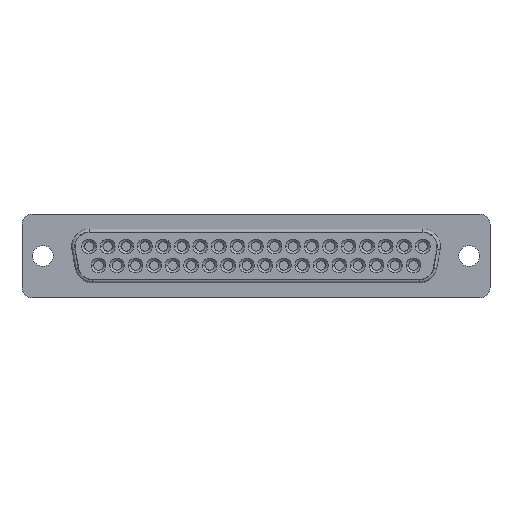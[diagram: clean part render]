
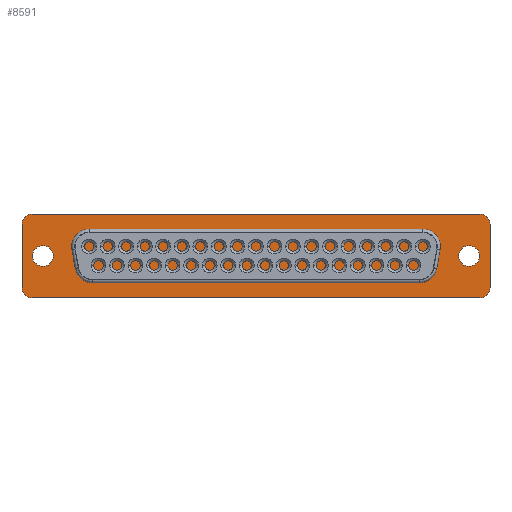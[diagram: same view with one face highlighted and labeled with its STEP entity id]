
A CAD part, top view. The second image highlights one B-rep face of the part: STEP entity #8591.
In plain terms, the highlighted planar face has unit normal (0, 0, 1).
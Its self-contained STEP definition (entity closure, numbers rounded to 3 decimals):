
#8163=CARTESIAN_POINT('',(33.3,0.,6.1));
#8164=VERTEX_POINT('',#8163);
#8180=CARTESIAN_POINT('',(30.2,0.,6.1));
#8181=VERTEX_POINT('',#8180);
#8188=CARTESIAN_POINT('',(31.75,0.,6.1));
#8189=DIRECTION('',(0.0,0.0,-1.0));
#8190=DIRECTION('',(1.0,0.0,0.0));
#8191=AXIS2_PLACEMENT_3D('',#8188,#8189,#8190);
#8192=CIRCLE('',#8191,1.55);
#8193=EDGE_CURVE('',#8164,#8181,#8192,.T.);
#8205=CARTESIAN_POINT('',(-30.2,0.,6.1));
#8206=VERTEX_POINT('',#8205);
#8222=CARTESIAN_POINT('',(-33.3,0.,6.1));
#8223=VERTEX_POINT('',#8222);
#8230=CARTESIAN_POINT('',(-31.75,0.,6.1));
#8231=DIRECTION('',(0.0,0.0,-1.0));
#8232=DIRECTION('',(1.0,0.0,0.0));
#8233=AXIS2_PLACEMENT_3D('',#8230,#8231,#8232);
#8234=CIRCLE('',#8233,1.55);
#8235=EDGE_CURVE('',#8206,#8223,#8234,.T.);
#8246=CARTESIAN_POINT('',(-31.75,0.,6.1));
#8247=DIRECTION('',(0.0,0.0,-1.0));
#8248=DIRECTION('',(1.0,0.0,0.0));
#8249=AXIS2_PLACEMENT_3D('',#8246,#8247,#8248);
#8250=CIRCLE('',#8249,1.55);
#8251=EDGE_CURVE('',#8223,#8206,#8250,.T.);
#8270=CARTESIAN_POINT('',(31.75,0.,6.1));
#8271=DIRECTION('',(0.0,0.0,-1.0));
#8272=DIRECTION('',(1.0,0.0,0.0));
#8273=AXIS2_PLACEMENT_3D('',#8270,#8271,#8272);
#8274=CIRCLE('',#8273,1.55);
#8275=EDGE_CURVE('',#8181,#8164,#8274,.T.);
#8303=CARTESIAN_POINT('',(34.85,4.75,6.1));
#8304=VERTEX_POINT('',#8303);
#8311=CARTESIAN_POINT('',(34.85,-4.75,6.1));
#8312=VERTEX_POINT('',#8311);
#8313=CARTESIAN_POINT('',(34.85,-4.75,6.1));
#8314=DIRECTION('',(0.0,1.0,0.0));
#8315=VECTOR('',#8314,9.5);
#8316=LINE('',#8313,#8315);
#8317=EDGE_CURVE('',#8312,#8304,#8316,.T.);
#8342=CARTESIAN_POINT('',(33.35,6.25,6.1));
#8343=VERTEX_POINT('',#8342);
#8350=CARTESIAN_POINT('',(33.35,4.75,6.1));
#8351=DIRECTION('',(0.0,0.0,1.0));
#8352=DIRECTION('',(0.707,0.707,0.0));
#8353=AXIS2_PLACEMENT_3D('',#8350,#8351,#8352);
#8354=CIRCLE('',#8353,1.5);
#8355=EDGE_CURVE('',#8304,#8343,#8354,.T.);
#8374=CARTESIAN_POINT('',(-33.35,6.25,6.1));
#8375=VERTEX_POINT('',#8374);
#8382=CARTESIAN_POINT('',(33.35,6.25,6.1));
#8383=DIRECTION('',(-1.0,0.0,0.0));
#8384=VECTOR('',#8383,66.7);
#8385=LINE('',#8382,#8384);
#8386=EDGE_CURVE('',#8343,#8375,#8385,.T.);
#8406=CARTESIAN_POINT('',(-34.85,4.75,6.1));
#8407=VERTEX_POINT('',#8406);
#8414=CARTESIAN_POINT('',(-33.35,4.75,6.1));
#8415=DIRECTION('',(0.0,0.0,1.0));
#8416=DIRECTION('',(-0.707,0.707,0.0));
#8417=AXIS2_PLACEMENT_3D('',#8414,#8415,#8416);
#8418=CIRCLE('',#8417,1.5);
#8419=EDGE_CURVE('',#8375,#8407,#8418,.T.);
#8438=CARTESIAN_POINT('',(-34.85,-4.75,6.1));
#8439=VERTEX_POINT('',#8438);
#8446=CARTESIAN_POINT('',(-34.85,4.75,6.1));
#8447=DIRECTION('',(0.0,-1.0,0.0));
#8448=VECTOR('',#8447,9.5);
#8449=LINE('',#8446,#8448);
#8450=EDGE_CURVE('',#8407,#8439,#8449,.T.);
#8470=CARTESIAN_POINT('',(-33.35,-6.25,6.1));
#8471=VERTEX_POINT('',#8470);
#8478=CARTESIAN_POINT('',(-33.35,-4.75,6.1));
#8479=DIRECTION('',(0.0,0.0,1.0));
#8480=DIRECTION('',(-0.707,-0.707,0.0));
#8481=AXIS2_PLACEMENT_3D('',#8478,#8479,#8480);
#8482=CIRCLE('',#8481,1.5);
#8483=EDGE_CURVE('',#8439,#8471,#8482,.T.);
#8502=CARTESIAN_POINT('',(33.35,-6.25,6.1));
#8503=VERTEX_POINT('',#8502);
#8510=CARTESIAN_POINT('',(-33.35,-6.25,6.1));
#8511=DIRECTION('',(1.0,0.0,0.0));
#8512=VECTOR('',#8511,66.7);
#8513=LINE('',#8510,#8512);
#8514=EDGE_CURVE('',#8471,#8503,#8513,.T.);
#8533=CARTESIAN_POINT('',(33.35,-4.75,6.1));
#8534=DIRECTION('',(0.0,0.0,1.0));
#8535=DIRECTION('',(0.707,-0.707,0.0));
#8536=AXIS2_PLACEMENT_3D('',#8533,#8534,#8535);
#8537=CIRCLE('',#8536,1.5);
#8538=EDGE_CURVE('',#8503,#8312,#8537,.T.);
#8568=CARTESIAN_POINT('',(0.,0.,6.1));
#8569=DIRECTION('',(0.0,0.0,1.0));
#8570=DIRECTION('',(1.0,0.0,0.0));
#8571=AXIS2_PLACEMENT_3D('',#8568,#8569,#8570);
#8572=PLANE('',#8571);
#8573=ORIENTED_EDGE('',*,*,#8538,.T.);
#8574=ORIENTED_EDGE('',*,*,#8317,.T.);
#8575=ORIENTED_EDGE('',*,*,#8355,.T.);
#8576=ORIENTED_EDGE('',*,*,#8386,.T.);
#8577=ORIENTED_EDGE('',*,*,#8419,.T.);
#8578=ORIENTED_EDGE('',*,*,#8450,.T.);
#8579=ORIENTED_EDGE('',*,*,#8483,.T.);
#8580=ORIENTED_EDGE('',*,*,#8514,.T.);
#8581=EDGE_LOOP('',(#8573,#8574,#8575,#8576,#8577,#8578,#8579,#8580));
#8582=FACE_OUTER_BOUND('',#8581,.T.);
#8583=ORIENTED_EDGE('',*,*,#8235,.T.);
#8584=ORIENTED_EDGE('',*,*,#8251,.T.);
#8585=EDGE_LOOP('',(#8583,#8584));
#8586=FACE_BOUND('',#8585,.T.);
#8587=ORIENTED_EDGE('',*,*,#8193,.T.);
#8588=ORIENTED_EDGE('',*,*,#8275,.T.);
#8589=EDGE_LOOP('',(#8587,#8588));
#8590=FACE_BOUND('',#8589,.T.);
#8591=ADVANCED_FACE('',(#8582,#8586,#8590),#8572,.T.);
